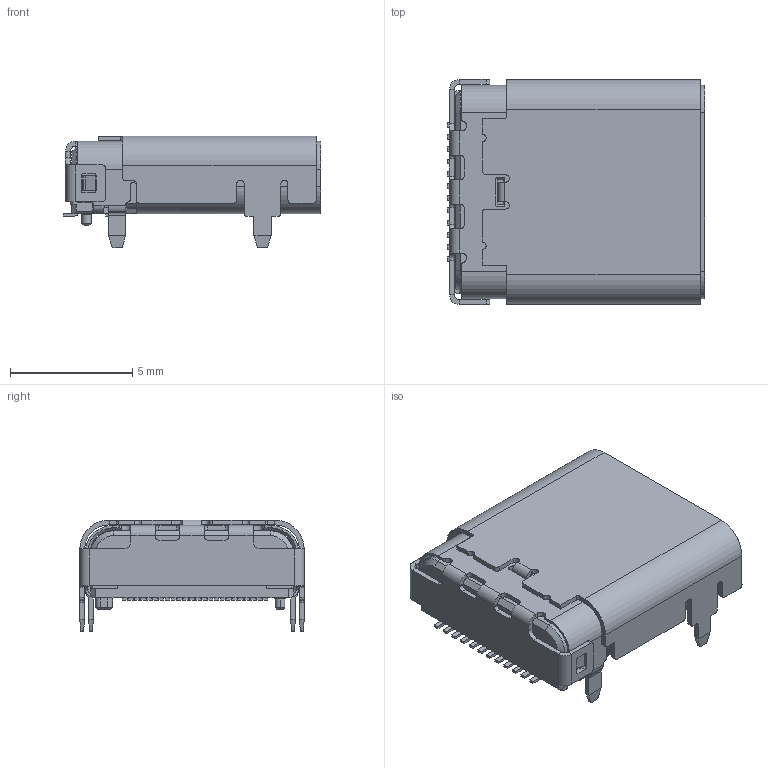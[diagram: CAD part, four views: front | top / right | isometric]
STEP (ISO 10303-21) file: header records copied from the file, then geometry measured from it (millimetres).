
FILE_DESCRIPTION(('FreeCAD Model'),'2;1');
FILE_NAME('USB-C--Amphenol-12401610E4-2A.stp', '2020-06-19T07:37:44',('Author'),(''), 'Open CASCADE STEP processor 6.9','FreeCAD','Unknown');
FILE_SCHEMA(('AUTOMOTIVE_DESIGN { 1 0 10303 214 1 1 1 1 }'));
Length unit declared in the file: millimetre
Products named in the file (3445): ASSEMBLY; Face3438; Face103; COMPOUND003; Face330; Face331; Face332; Face333; Face334; Face335; Face077; Face133; Face212; Face216; Face204; Face209; Face265; Face106; Face229; Face294; Face309; Face310; Face311; Face312; Face313; Face342; Face343; Face344; Face345; Face346; Face347; Face348; Face099; Face047; Face228; Face289; Face125; Face151; Face191; Face031 ...
Assembly tree (3444 placements, depth 2):
  ASSEMBLY
    Face3438
    Face103
    COMPOUND003
    Face330
    Face331
    Face332
    Face333
    Face334
    Face335
    Face077
    Face133
    Face212
    Face216
    Face204
    Face209
    Face265
    Face106
    Face229
    Face294
    Face309
    Face310
    Face311
    Face312
    Face313
    Face342
    Face343
    Face344
    Face345
    Face346
    Face347
    Face348
    Face099
    Face047
    Face228
    Face289
    Face125
    Face151
    Face191
    Face031
    Face326
    Face327
    Face328
    Face329
    Face149
    Face254
    Face092
    Face035
    Face059
    Face074
    Face215
    Face013
    Face173
    Face024
    Face007
    Face134
    Face091
    Face140
    Face055
    Face012
Bounding box: 10.55 x 9.2 x 4.58 mm (x, y, z)
Volume: 0 mm3; surface area: 1236.8 mm2
Topology: 4 solids, 3444 shells, 3915 faces, 20841 edges, 20392 vertices
Faces by surface type: plane 2930, cylinder 704, cone 178, torus 80, sphere 14, bspline 5, extrusion 4
Entity records: 468921 total; most frequent: CARTESIAN_POINT 90213, DIRECTION 58489, VECTOR 35804, LINE 35800, ORIENTED_EDGE 22118, PCURVE 22118, DEFINITIONAL_REPRESENTATION 22118, EDGE_CURVE 20829
